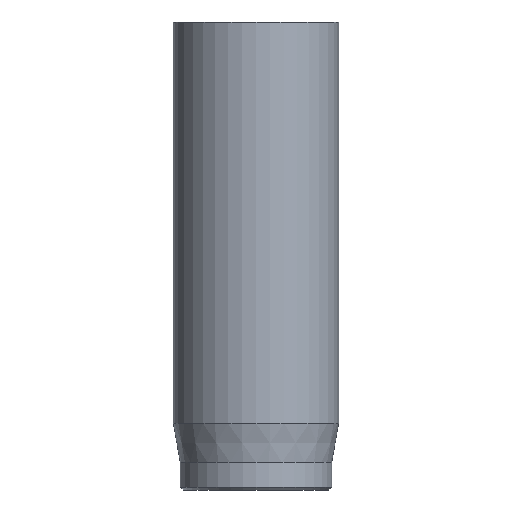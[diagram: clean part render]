
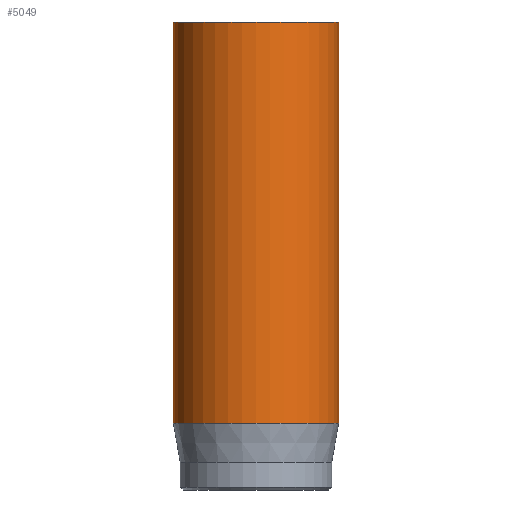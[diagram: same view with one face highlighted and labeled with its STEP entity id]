
A CAD part, front view. The second image highlights one B-rep face of the part: STEP entity #5049.
In plain terms, the highlighted cylindrical face has radius 3 mm (diameter 6 mm), a full revolution.
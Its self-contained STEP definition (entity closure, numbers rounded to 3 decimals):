
#32=CYLINDRICAL_SURFACE('',#5251,3.);
#47=CIRCLE('',#5214,3.);
#63=CIRCLE('',#5249,3.);
#64=CIRCLE('',#5250,3.);
#469=FACE_OUTER_BOUND('',#777,.T.);
#777=EDGE_LOOP('',(#4521,#4522,#4523,#4524,#4525));
#1154=LINE('',#9543,#1537);
#1537=VECTOR('',#5880,3.);
#2340=VERTEX_POINT('',#9478);
#2356=VERTEX_POINT('',#9537);
#2357=VERTEX_POINT('',#9538);
#3059=EDGE_CURVE('',#2340,#2340,#47,.T.);
#3083=EDGE_CURVE('',#2356,#2357,#63,.T.);
#3084=EDGE_CURVE('',#2357,#2356,#64,.T.);
#3086=EDGE_CURVE('',#2340,#2356,#1154,.T.);
#4521=ORIENTED_EDGE('',*,*,#3059,.T.);
#4522=ORIENTED_EDGE('',*,*,#3086,.T.);
#4523=ORIENTED_EDGE('',*,*,#3083,.T.);
#4524=ORIENTED_EDGE('',*,*,#3084,.T.);
#4525=ORIENTED_EDGE('',*,*,#3086,.F.);
#5049=ADVANCED_FACE('',(#469),#32,.T.);
#5214=AXIS2_PLACEMENT_3D('',#9479,#5795,#5796);
#5249=AXIS2_PLACEMENT_3D('',#9539,#5873,#5874);
#5250=AXIS2_PLACEMENT_3D('',#9540,#5875,#5876);
#5251=AXIS2_PLACEMENT_3D('',#9542,#5878,#5879);
#5795=DIRECTION('center_axis',(0.,0.,-1.));
#5796=DIRECTION('ref_axis',(-1.,0.,0.));
#5873=DIRECTION('center_axis',(0.,0.,1.));
#5874=DIRECTION('ref_axis',(-1.,0.,0.));
#5875=DIRECTION('center_axis',(0.,0.,1.));
#5876=DIRECTION('ref_axis',(-1.,0.,0.));
#5878=DIRECTION('center_axis',(0.,0.,1.));
#5879=DIRECTION('ref_axis',(-1.,0.,0.));
#5880=DIRECTION('',(0.,0.,-1.));
#9478=CARTESIAN_POINT('',(3.,0.,17.));
#9479=CARTESIAN_POINT('Origin',(0.,0.,17.));
#9537=CARTESIAN_POINT('',(3.,0.,2.418));
#9538=CARTESIAN_POINT('',(-3.,0.,2.418));
#9539=CARTESIAN_POINT('Origin',(0.,0.,2.418));
#9540=CARTESIAN_POINT('Origin',(0.,0.,2.418));
#9542=CARTESIAN_POINT('Origin',(0.,0.,0.));
#9543=CARTESIAN_POINT('',(3.,0.,0.));
